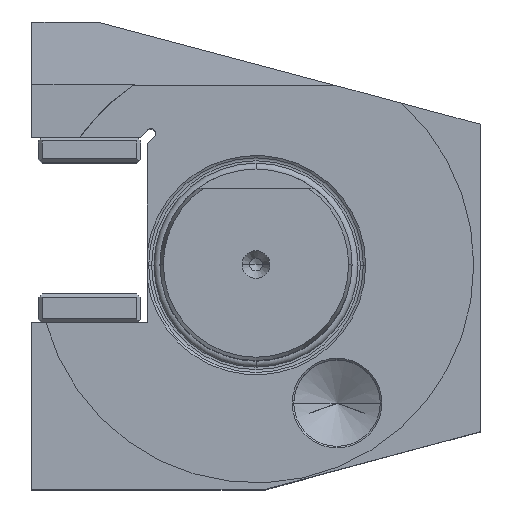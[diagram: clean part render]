
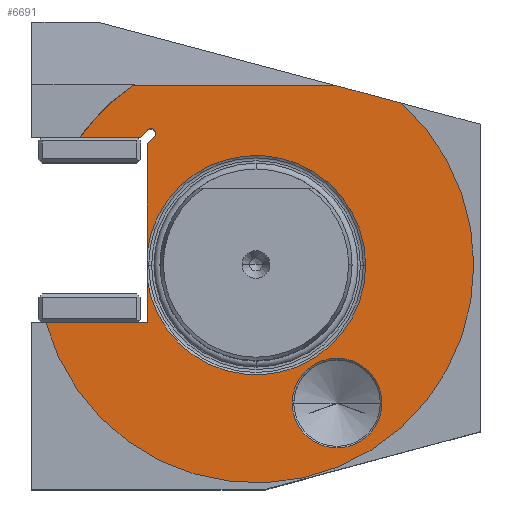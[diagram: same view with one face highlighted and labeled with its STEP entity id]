
A CAD part, top view. The second image highlights one B-rep face of the part: STEP entity #6691.
In plain terms, the highlighted planar face has unit normal (0, 0, 1).
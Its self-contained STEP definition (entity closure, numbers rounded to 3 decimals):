
#716=DIRECTION('',(1,0,0));
#717=VECTOR('',#716,31.895);
#718=CARTESIAN_POINT('',(-19.287,28,-55));
#719=LINE('',#718,#717);
#723=CARTESIAN_POINT('',(-19.287,28,-55));
#733=DIRECTION('',(-0.966,0.259,0));
#734=VECTOR('',#733,10.475);
#735=CARTESIAN_POINT('',(22.726,25.289,-55));
#736=LINE('',#735,#734);
#737=CARTESIAN_POINT('',(0,0,-55));
#738=DIRECTION('',(0,0,1));
#739=DIRECTION('',(1,0,0));
#740=AXIS2_PLACEMENT_3D('',#737,#738,#739);
#742=CARTESIAN_POINT('',(0,0,-55));
#743=DIRECTION('',(0,0,1));
#744=DIRECTION('',(-0.964,-0.265,0));
#745=AXIS2_PLACEMENT_3D('',#742,#743,#744);
#747=DIRECTION('',(-1,0,0));
#748=VECTOR('',#747,15.787);
#749=CARTESIAN_POINT('',(-17,-9,-55));
#750=LINE('',#749,#748);
#751=DIRECTION('',(0,-1,0));
#752=VECTOR('',#751,6.966);
#753=CARTESIAN_POINT('',(-17,-2.034,-55));
#754=LINE('',#753,#752);
#755=CARTESIAN_POINT('',(0,0,-55));
#756=DIRECTION('',(0,0,-1));
#757=DIRECTION('',(1,0,0));
#758=AXIS2_PLACEMENT_3D('',#755,#756,#757);
#760=CARTESIAN_POINT('',(0,0,-55));
#761=DIRECTION('',(0,0,-1));
#762=DIRECTION('',(-0.993,0.119,0));
#763=AXIS2_PLACEMENT_3D('',#760,#761,#762);
#765=DIRECTION('',(0,-1,0));
#766=VECTOR('',#765,16.905);
#767=CARTESIAN_POINT('',(-17,18.939,-55));
#768=LINE('',#767,#766);
#769=DIRECTION('',(-0.707,-0.707,0));
#770=VECTOR('',#769,1.55);
#771=CARTESIAN_POINT('',(-15.904,20.035,-55));
#772=LINE('',#771,#770);
#773=CARTESIAN_POINT('',(-16.434,20.566,-55));
#774=DIRECTION('',(0,0,-1));
#775=DIRECTION('',(1,0,0));
#776=AXIS2_PLACEMENT_3D('',#773,#774,#775);
#778=CARTESIAN_POINT('',(-16.434,20.566,-55));
#779=DIRECTION('',(0,0,-1));
#780=DIRECTION('',(-0.707,0.707,0));
#781=AXIS2_PLACEMENT_3D('',#778,#779,#780);
#783=DIRECTION('',(0.707,0.707,0));
#784=VECTOR('',#783,1.55);
#785=CARTESIAN_POINT('',(-18.061,20,-55));
#786=LINE('',#785,#784);
#787=DIRECTION('',(1,0,0));
#788=VECTOR('',#787,9.435);
#789=CARTESIAN_POINT('',(-27.495,20,-55));
#790=LINE('',#789,#788);
#791=CARTESIAN_POINT('',(0,0,-55));
#792=DIRECTION('',(0,0,1));
#793=DIRECTION('',(-0.567,0.824,0));
#794=AXIS2_PLACEMENT_3D('',#791,#792,#793);
#796=CARTESIAN_POINT('',(12.652,-21.539,-55));
#797=DIRECTION('',(0,0,-1));
#798=DIRECTION('',(-1,0,0));
#799=AXIS2_PLACEMENT_3D('',#796,#797,#798);
#801=CARTESIAN_POINT('',(12.652,-21.539,-55));
#802=DIRECTION('',(0,0,-1));
#803=DIRECTION('',(1,0,0));
#804=AXIS2_PLACEMENT_3D('',#801,#802,#803);
#4833=CARTESIAN_POINT('',(5.652,-21.539,-55));
#4835=VERTEX_POINT('',#4833);
#4837=CARTESIAN_POINT('',(19.652,-21.539,-55));
#4838=VERTEX_POINT('',#4837);
#4941=CARTESIAN_POINT('',(-18.061,20,-55));
#4942=CARTESIAN_POINT('',(-16.965,21.096,-55));
#4943=VERTEX_POINT('',#4941);
#4944=VERTEX_POINT('',#4942);
#4957=CARTESIAN_POINT('',(34,0.,-55));
#4958=CARTESIAN_POINT('',(22.726,25.289,-55));
#4959=VERTEX_POINT('',#4957);
#4960=VERTEX_POINT('',#4958);
#4991=VERTEX_POINT('',#723);
#5004=CARTESIAN_POINT('',(-17,2.034,-55));
#5005=CARTESIAN_POINT('',(17.121,0.,-55));
#5006=VERTEX_POINT('',#5004);
#5007=VERTEX_POINT('',#5005);
#5016=CARTESIAN_POINT('',(-15.904,20.035,-55));
#5017=CARTESIAN_POINT('',(-17,18.939,-55));
#5018=VERTEX_POINT('',#5016);
#5019=VERTEX_POINT('',#5017);
#5022=CARTESIAN_POINT('',(-15.684,20.566,-55));
#5023=VERTEX_POINT('',#5022);
#5030=CARTESIAN_POINT('',(-17,-2.034,-55));
#5031=CARTESIAN_POINT('',(-17,-9,-55));
#5032=VERTEX_POINT('',#5030);
#5033=VERTEX_POINT('',#5031);
#5044=CARTESIAN_POINT('',(-27.495,20,-55));
#5045=VERTEX_POINT('',#5044);
#5052=CARTESIAN_POINT('',(12.608,28,-55));
#5053=VERTEX_POINT('',#5052);
#5063=CARTESIAN_POINT('',(-32.787,-9,-55));
#5064=VERTEX_POINT('',#5063);
#6653=CARTESIAN_POINT('',(0,17.121,-55));
#6654=DIRECTION('',(0,0,-1));
#6655=DIRECTION('',(-1,0,0));
#6656=AXIS2_PLACEMENT_3D('',#6653,#6654,#6655);
#6657=PLANE('',#6656);
#6658=ORIENTED_EDGE('',*,*,#6288,.F.);
#6660=ORIENTED_EDGE('',*,*,#6659,.F.);
#6662=ORIENTED_EDGE('',*,*,#6661,.F.);
#6663=ORIENTED_EDGE('',*,*,#6101,.F.);
#6664=ORIENTED_EDGE('',*,*,#6138,.F.);
#6666=ORIENTED_EDGE('',*,*,#6665,.F.);
#6668=ORIENTED_EDGE('',*,*,#6667,.F.);
#6669=ORIENTED_EDGE('',*,*,#6132,.F.);
#6671=ORIENTED_EDGE('',*,*,#6670,.F.);
#6673=ORIENTED_EDGE('',*,*,#6672,.F.);
#6675=ORIENTED_EDGE('',*,*,#6674,.F.);
#6677=ORIENTED_EDGE('',*,*,#6676,.F.);
#6679=ORIENTED_EDGE('',*,*,#6678,.F.);
#6681=ORIENTED_EDGE('',*,*,#6680,.F.);
#6682=ORIENTED_EDGE('',*,*,#6640,.T.);
#6683=EDGE_LOOP('',(#6658,#6660,#6662,#6663,#6664,#6666,#6668,#6669,#6671,#6673,
#6675,#6677,#6679,#6681,#6682));
#6684=FACE_OUTER_BOUND('',#6683,.F.);
#6686=ORIENTED_EDGE('',*,*,#6685,.F.);
#6688=ORIENTED_EDGE('',*,*,#6687,.F.);
#6689=EDGE_LOOP('',(#6686,#6688));
#6690=FACE_BOUND('',#6689,.F.);
#6691=ADVANCED_FACE('',(#6684,#6690),#6657,.F.);
#741=CIRCLE('',#740,34);
#746=CIRCLE('',#745,34);
#759=CIRCLE('',#758,17.121);
#764=CIRCLE('',#763,17.121);
#777=CIRCLE('',#776,0.75);
#782=CIRCLE('',#781,0.75);
#795=CIRCLE('',#794,34);
#800=CIRCLE('',#799,7);
#805=CIRCLE('',#804,7);
#6101=EDGE_CURVE('',#5033,#5064,#750,.T.);
#6132=EDGE_CURVE('',#5019,#5006,#768,.T.);
#6138=EDGE_CURVE('',#5032,#5033,#754,.T.);
#6288=EDGE_CURVE('',#4960,#5053,#736,.T.);
#6640=EDGE_CURVE('',#4991,#5053,#719,.T.);
#6659=EDGE_CURVE('',#4959,#4960,#741,.T.);
#6661=EDGE_CURVE('',#5064,#4959,#746,.T.);
#6665=EDGE_CURVE('',#5007,#5032,#759,.T.);
#6667=EDGE_CURVE('',#5006,#5007,#764,.T.);
#6670=EDGE_CURVE('',#5018,#5019,#772,.T.);
#6672=EDGE_CURVE('',#5023,#5018,#777,.T.);
#6674=EDGE_CURVE('',#4944,#5023,#782,.T.);
#6676=EDGE_CURVE('',#4943,#4944,#786,.T.);
#6678=EDGE_CURVE('',#5045,#4943,#790,.T.);
#6680=EDGE_CURVE('',#4991,#5045,#795,.T.);
#6685=EDGE_CURVE('',#4835,#4838,#800,.T.);
#6687=EDGE_CURVE('',#4838,#4835,#805,.T.);
